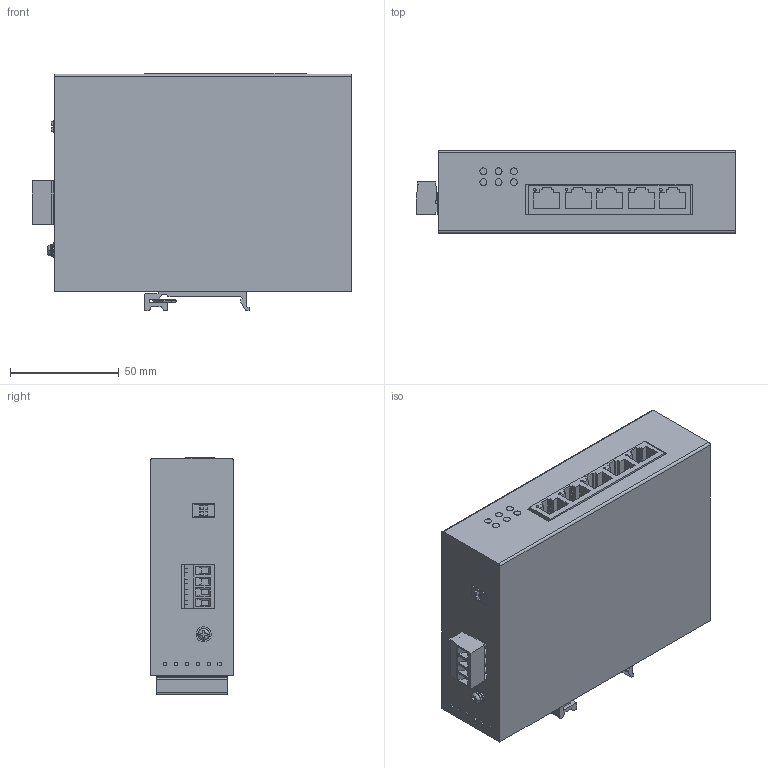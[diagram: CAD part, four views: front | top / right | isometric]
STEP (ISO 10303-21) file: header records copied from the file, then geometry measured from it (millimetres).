
FILE_DESCRIPTION((''),'2;1');
FILE_NAME('ASM0012_ASM','2022-03-30T',('admin'),(''),'PRO/ENGINEER BY PARAMETRIC TECHNOLOGY CORPORATION, 2013230','PRO/ENGINEER BY PARAMETRIC TECHNOLOGY CORPORATION, 2013230','');
FILE_SCHEMA(('AUTOMOTIVE_DESIGN { 1 0 10303 214 1 1 1 1 }'));
Length unit declared in the file: millimetre
Products named in the file (7): PRT0036; DAOGUIKAKOU_38; RJ45_1X4_2_1_1_1; ZUHELUODING; 2BOMA; 4DUANZI; ASM0012_ASM
Assembly tree (6 placements, depth 2):
  ASM0012_ASM
    PRT0036
    DAOGUIKAKOU_38
    RJ45_1X4_2_1_1_1
    ZUHELUODING
    2BOMA
    4DUANZI
Bounding box: 147.2 x 38 x 109.5 mm (x, y, z)
Volume: 510247.8 mm3; surface area: 70727.7 mm2
Topology: 6 solids, 6 shells, 1051 faces, 2575 edges, 1705 vertices
Faces by surface type: plane 925, cylinder 105, cone 8, torus 7, sphere 4, bspline 2
Entity records: 31261 total; most frequent: CARTESIAN_POINT 5577, ORIENTED_EDGE 5142, DIRECTION 4925, EDGE_CURVE 2571, VECTOR 2285, LINE 2285, VERTEX_POINT 1705, AXIS2_PLACEMENT_3D 1320
